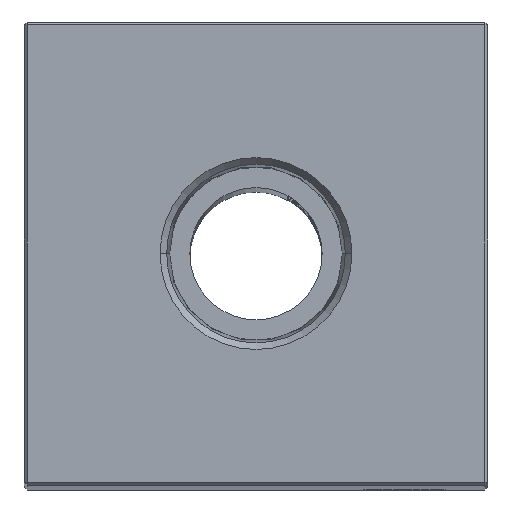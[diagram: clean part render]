
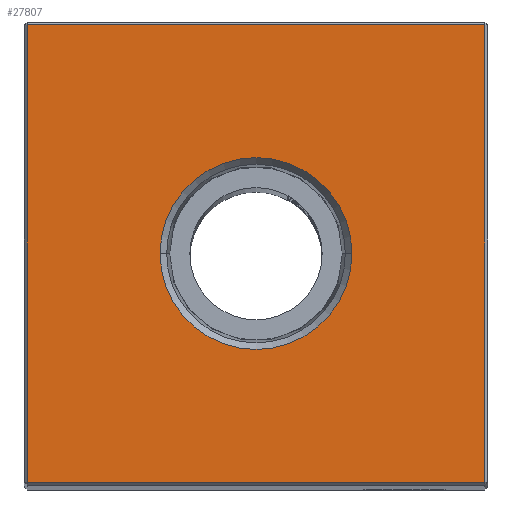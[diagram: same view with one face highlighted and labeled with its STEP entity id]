
A CAD part, top view. The second image highlights one B-rep face of the part: STEP entity #27807.
In plain terms, the highlighted planar face has unit normal (0, 0, 1).
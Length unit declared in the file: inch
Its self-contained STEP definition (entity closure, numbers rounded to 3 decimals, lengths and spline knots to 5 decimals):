
#59 = EDGE_LOOP ( 'NONE', ( #6596, #1631 ) ) ;
#290 = LINE ( 'NONE', #10129, #14642 ) ;
#1319 = LINE ( 'NONE', #11157, #16052 ) ;
#1631 = ORIENTED_EDGE ( 'NONE', *, *, #25299, .F. ) ;
#2253 = VERTEX_POINT ( 'NONE', #18126 ) ;
#3305 = ORIENTED_EDGE ( 'NONE', *, *, #28823, .T. ) ;
#3638 = CARTESIAN_POINT ( 'NONE',  ( 0., 0., 10.75 ) ) ;
#4358 = FACE_BOUND ( 'NONE', #59, .T. ) ;
#4359 = CARTESIAN_POINT ( 'NONE',  ( 0., 0.865, 10.75 ) ) ;
#4541 = VECTOR ( 'NONE', #28767, 39.37008 ) ;
#4673 = DIRECTION ( 'NONE',  ( -1., 0., 0. ) ) ;
#5544 = CARTESIAN_POINT ( 'NONE',  ( -0.865, 0.865, 10.75 ) ) ;
#5921 = CARTESIAN_POINT ( 'NONE',  ( -0.3626, 0., 10.75 ) ) ;
#6596 = ORIENTED_EDGE ( 'NONE', *, *, #30580, .F. ) ;
#7435 = CIRCLE ( 'NONE', #25676, 0.3626 ) ;
#8409 = DIRECTION ( 'NONE',  ( 1., 0., 0. ) ) ;
#8690 = AXIS2_PLACEMENT_3D ( 'NONE', #17040, #27036, #4673 ) ;
#8787 = LINE ( 'NONE', #18693, #4541 ) ;
#10129 = CARTESIAN_POINT ( 'NONE',  ( 0., -0.865, 10.75 ) ) ;
#11157 = CARTESIAN_POINT ( 'NONE',  ( 0.865, 0., 10.75 ) ) ;
#12054 = CARTESIAN_POINT ( 'NONE',  ( 0.865, -0.865, 10.75 ) ) ;
#12800 = EDGE_CURVE ( 'NONE', #2253, #16879, #290, .T. ) ;
#13530 = DIRECTION ( 'NONE',  ( 0., 0., 1. ) ) ;
#14243 = VERTEX_POINT ( 'NONE', #26631 ) ;
#14251 = PLANE ( 'NONE',  #8690 ) ;
#14253 = DIRECTION ( 'NONE',  ( -1., 0., 0. ) ) ;
#14642 = VECTOR ( 'NONE', #20063, 39.37008 ) ;
#14895 = CARTESIAN_POINT ( 'NONE',  ( 0.865, 0.865, 10.75 ) ) ;
#16052 = VECTOR ( 'NONE', #21101, 39.37008 ) ;
#16691 = VERTEX_POINT ( 'NONE', #5921 ) ;
#16879 = VERTEX_POINT ( 'NONE', #12054 ) ;
#17040 = CARTESIAN_POINT ( 'NONE',  ( 0., 0., 10.75 ) ) ;
#18126 = CARTESIAN_POINT ( 'NONE',  ( -0.865, -0.865, 10.75 ) ) ;
#18693 = CARTESIAN_POINT ( 'NONE',  ( -0.865, 0., 10.75 ) ) ;
#20063 = DIRECTION ( 'NONE',  ( 1., 0., 0. ) ) ;
#20780 = CARTESIAN_POINT ( 'NONE',  ( 0., 0., 10.75 ) ) ;
#20988 = AXIS2_PLACEMENT_3D ( 'NONE', #3638, #13530, #23462 ) ;
#21101 = DIRECTION ( 'NONE',  ( 0., 1., 0. ) ) ;
#22239 = VERTEX_POINT ( 'NONE', #5544 ) ;
#23462 = DIRECTION ( 'NONE',  ( 1., 0., 0. ) ) ;
#24218 = ORIENTED_EDGE ( 'NONE', *, *, #28259, .T. ) ;
#25268 = EDGE_LOOP ( 'NONE', ( #31487, #28528, #3305, #24218 ) ) ;
#25299 = EDGE_CURVE ( 'NONE', #16691, #14243, #30987, .T. ) ;
#25676 = AXIS2_PLACEMENT_3D ( 'NONE', #20780, #30824, #8409 ) ;
#26631 = CARTESIAN_POINT ( 'NONE',  ( 0.3626, 0., 10.75 ) ) ;
#26711 = FACE_OUTER_BOUND ( 'NONE', #25268, .T. ) ;
#26712 = LINE ( 'NONE', #4359, #29129 ) ;
#26938 = EDGE_CURVE ( 'NONE', #22239, #2253, #8787, .T. ) ;
#27036 = DIRECTION ( 'NONE',  ( 0., 0., -1. ) ) ;
#27807 = ADVANCED_FACE ( 'NONE', ( #26711, #4358 ), #14251, .F. ) ;
#28259 = EDGE_CURVE ( 'NONE', #31627, #22239, #26712, .T. ) ;
#28528 = ORIENTED_EDGE ( 'NONE', *, *, #12800, .T. ) ;
#28767 = DIRECTION ( 'NONE',  ( 0., -1., 0. ) ) ;
#28823 = EDGE_CURVE ( 'NONE', #16879, #31627, #1319, .T. ) ;
#29129 = VECTOR ( 'NONE', #14253, 39.37008 ) ;
#30580 = EDGE_CURVE ( 'NONE', #14243, #16691, #7435, .T. ) ;
#30824 = DIRECTION ( 'NONE',  ( 0., 0., 1. ) ) ;
#30987 = CIRCLE ( 'NONE', #20988, 0.3626 ) ;
#31487 = ORIENTED_EDGE ( 'NONE', *, *, #26938, .T. ) ;
#31627 = VERTEX_POINT ( 'NONE', #14895 ) ;
